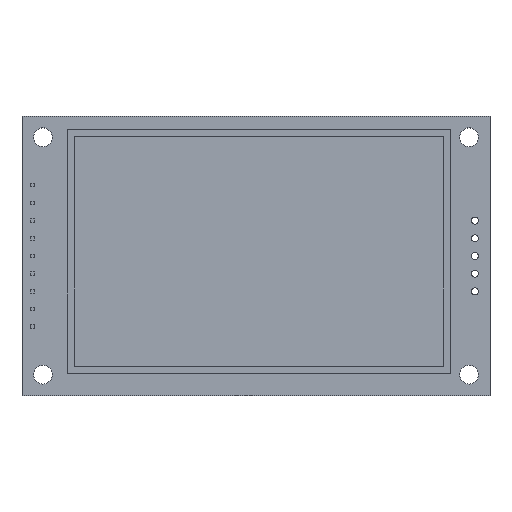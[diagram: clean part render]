
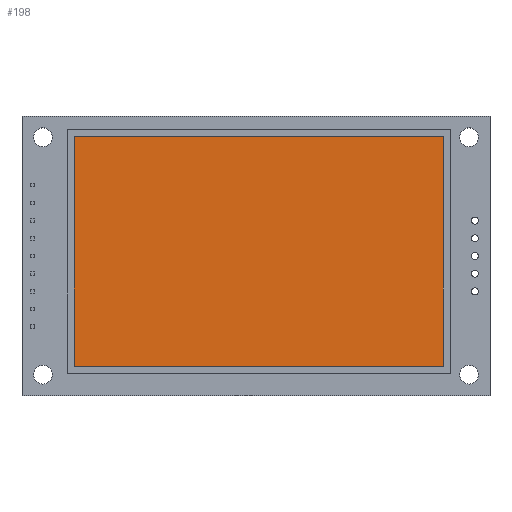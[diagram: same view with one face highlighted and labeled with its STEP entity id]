
A CAD part, top view. The second image highlights one B-rep face of the part: STEP entity #198.
In plain terms, the highlighted planar face has unit normal (0, 0, 1).
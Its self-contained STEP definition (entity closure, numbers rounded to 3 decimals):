
#13=DIRECTION('',(0.,0.,1.));
#33=VECTOR('',#34,1.);
#34=DIRECTION('',(0.,1.,0.));
#45=DIRECTION('',(1.,0.,0.));
#54=VECTOR('',#45,1.);
#143=VERTEX_POINT('',#144);
#144=CARTESIAN_POINT('',(59.,-26.,5.2));
#150=VERTEX_POINT('',#151);
#151=CARTESIAN_POINT('',(59.,7.,5.2));
#155=EDGE_CURVE('',#143,#150,#156,.T.);
#156=LINE('',#144,#33);
#166=VERTEX_POINT('',#167);
#167=CARTESIAN_POINT('',(6.,7.,5.2));
#171=EDGE_CURVE('',#166,#150,#172,.T.);
#172=LINE('',#167,#54);
#180=VERTEX_POINT('',#181);
#181=CARTESIAN_POINT('',(6.,-26.,5.2));
#184=ORIENTED_EDGE('',*,*,#185,.F.);
#185=EDGE_CURVE('',#180,#166,#186,.T.);
#186=LINE('',#181,#33);
#193=ORIENTED_EDGE('',*,*,#194,.T.);
#194=EDGE_CURVE('',#180,#143,#195,.T.);
#195=LINE('',#181,#54);
#198=ADVANCED_FACE('',(#199),#203,.T.);
#199=FACE_BOUND('',#200,.T.);
#200=EDGE_LOOP('',(#184,#193,#201,#202));
#201=ORIENTED_EDGE('',*,*,#155,.T.);
#202=ORIENTED_EDGE('',*,*,#171,.F.);
#203=PLANE('',#204);
#204=AXIS2_PLACEMENT_3D('',#181,#13,#45);
